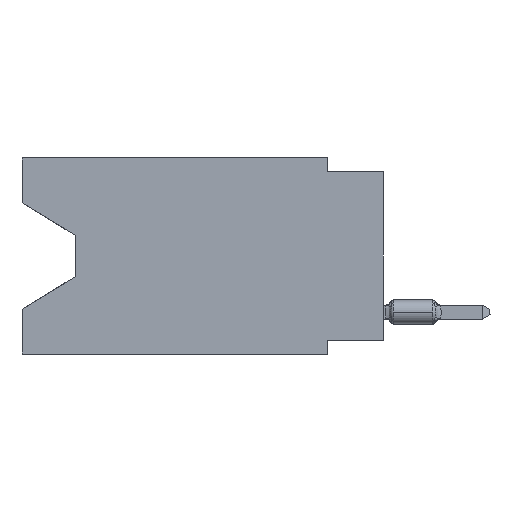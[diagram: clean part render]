
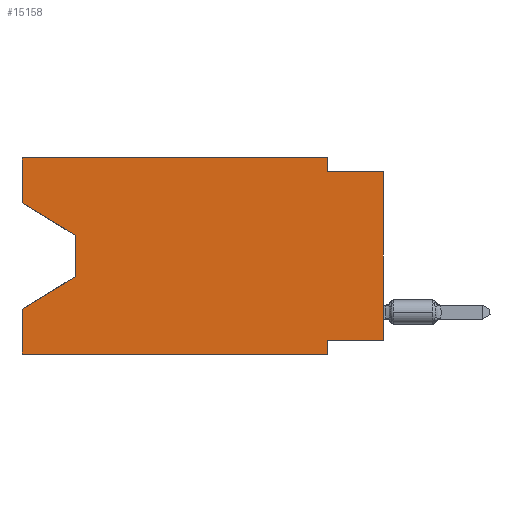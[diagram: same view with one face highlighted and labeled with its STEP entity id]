
A CAD part, left-side view. The second image highlights one B-rep face of the part: STEP entity #15158.
In plain terms, the highlighted planar face has unit normal (-1, 0, 0).
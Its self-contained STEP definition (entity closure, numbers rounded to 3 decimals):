
#65 = CARTESIAN_POINT ( 'NONE',  ( 0., 16.383, -8.89 ) ) ;
#574 = DIRECTION ( 'NONE',  ( 0., 0., -1. ) ) ;
#821 = ORIENTED_EDGE ( 'NONE', *, *, #25726, .T. ) ;
#1225 = CARTESIAN_POINT ( 'NONE',  ( 0., 13.97, -5.385 ) ) ;
#1296 = VECTOR ( 'NONE', #22599, 1000. ) ;
#1597 = ORIENTED_EDGE ( 'NONE', *, *, #8232, .T. ) ;
#1642 = VECTOR ( 'NONE', #574, 1000. ) ;
#2646 = VERTEX_POINT ( 'NONE', #1225 ) ;
#3100 = VERTEX_POINT ( 'NONE', #9032 ) ;
#4203 = VECTOR ( 'NONE', #28349, 1000. ) ;
#4419 = CARTESIAN_POINT ( 'NONE',  ( 0., 2.54, -8.255 ) ) ;
#4613 = VERTEX_POINT ( 'NONE', #27354 ) ;
#4984 = LINE ( 'NONE', #33025, #10146 ) ;
#5064 = CARTESIAN_POINT ( 'NONE',  ( 0., 2.54, 0. ) ) ;
#5143 = PLANE ( 'NONE',  #28273 ) ;
#5171 = VECTOR ( 'NONE', #9423, 1000. ) ;
#5295 = EDGE_CURVE ( 'NONE', #2646, #31268, #5922, .T. ) ;
#5471 = DIRECTION ( 'NONE',  ( 0., 0., 1. ) ) ;
#5755 = CARTESIAN_POINT ( 'NONE',  ( 0., 2.54, 0. ) ) ;
#5788 = DIRECTION ( 'NONE',  ( 0., 0., 1. ) ) ;
#5819 = VECTOR ( 'NONE', #9208, 1000. ) ;
#5922 = LINE ( 'NONE', #16115, #14812 ) ;
#6308 = CARTESIAN_POINT ( 'NONE',  ( 0., 0., -0.635 ) ) ;
#6571 = VECTOR ( 'NONE', #14844, 1000. ) ;
#6758 = CARTESIAN_POINT ( 'NONE',  ( 0., 16.383, 0. ) ) ;
#7627 = CARTESIAN_POINT ( 'NONE',  ( 0., 13.97, -3.505 ) ) ;
#7964 = DIRECTION ( 'NONE',  ( 1., 0., 0. ) ) ;
#8232 = EDGE_CURVE ( 'NONE', #11028, #3100, #32874, .T. ) ;
#8256 = ORIENTED_EDGE ( 'NONE', *, *, #13247, .F. ) ;
#8830 = CARTESIAN_POINT ( 'NONE',  ( 0., 16.383, 0. ) ) ;
#9032 = CARTESIAN_POINT ( 'NONE',  ( 0., 13.97, -3.505 ) ) ;
#9208 = DIRECTION ( 'NONE',  ( 0., 1., 0. ) ) ;
#9300 = ORIENTED_EDGE ( 'NONE', *, *, #5295, .T. ) ;
#9342 = VECTOR ( 'NONE', #22796, 1000. ) ;
#9423 = DIRECTION ( 'NONE',  ( 0., 0., 1. ) ) ;
#10146 = VECTOR ( 'NONE', #5471, 1000. ) ;
#10451 = VERTEX_POINT ( 'NONE', #4419 ) ;
#10609 = LINE ( 'NONE', #7627, #23588 ) ;
#11028 = VERTEX_POINT ( 'NONE', #25236 ) ;
#12025 = CARTESIAN_POINT ( 'NONE',  ( 0., 2.54, -0.635 ) ) ;
#12102 = EDGE_CURVE ( 'NONE', #18660, #31268, #13939, .T. ) ;
#12400 = CARTESIAN_POINT ( 'NONE',  ( 0., 2.54, -8.89 ) ) ;
#12725 = CARTESIAN_POINT ( 'NONE',  ( 0., 0., -8.255 ) ) ;
#13167 = ORIENTED_EDGE ( 'NONE', *, *, #25411, .F. ) ;
#13247 = EDGE_CURVE ( 'NONE', #24886, #25469, #33028, .T. ) ;
#13567 = ORIENTED_EDGE ( 'NONE', *, *, #27737, .F. ) ;
#13939 = LINE ( 'NONE', #6758, #5171 ) ;
#14812 = VECTOR ( 'NONE', #25057, 1000. ) ;
#14844 = DIRECTION ( 'NONE',  ( 0., -0.855, -0.519 ) ) ;
#15140 = EDGE_CURVE ( 'NONE', #11028, #4613, #4984, .T. ) ;
#15158 = ADVANCED_FACE ( 'NONE', ( #30854 ), #5143, .F. ) ;
#15924 = EDGE_CURVE ( 'NONE', #16424, #24886, #28302, .T. ) ;
#16115 = CARTESIAN_POINT ( 'NONE',  ( 0., 13.97, -5.385 ) ) ;
#16160 = VERTEX_POINT ( 'NONE', #19292 ) ;
#16350 = DIRECTION ( 'NONE',  ( 0., -1., 0. ) ) ;
#16424 = VERTEX_POINT ( 'NONE', #5064 ) ;
#16668 = LINE ( 'NONE', #8830, #25698 ) ;
#16722 = EDGE_CURVE ( 'NONE', #30182, #10451, #22405, .T. ) ;
#16920 = LINE ( 'NONE', #12400, #1296 ) ;
#18475 = CARTESIAN_POINT ( 'NONE',  ( 0., 16.383, -8.89 ) ) ;
#18660 = VERTEX_POINT ( 'NONE', #18475 ) ;
#18901 = ORIENTED_EDGE ( 'NONE', *, *, #12102, .F. ) ;
#19292 = CARTESIAN_POINT ( 'NONE',  ( 0., 2.54, -8.89 ) ) ;
#20684 = CARTESIAN_POINT ( 'NONE',  ( 0., 16.383, 0. ) ) ;
#20861 = EDGE_LOOP ( 'NONE', ( #1597, #821, #9300, #18901, #26732, #13567, #29353, #25859, #8256, #32780, #13167, #28583 ) ) ;
#22405 = LINE ( 'NONE', #32587, #5819 ) ;
#22599 = DIRECTION ( 'NONE',  ( 0., 0., -1. ) ) ;
#22676 = DIRECTION ( 'NONE',  ( 0., 0., -1. ) ) ;
#22796 = DIRECTION ( 'NONE',  ( 0., -1., 0. ) ) ;
#23510 = CARTESIAN_POINT ( 'NONE',  ( 0., 0., -0.635 ) ) ;
#23588 = VECTOR ( 'NONE', #22676, 1000. ) ;
#24886 = VERTEX_POINT ( 'NONE', #12025 ) ;
#25057 = DIRECTION ( 'NONE',  ( 0., 0.855, -0.519 ) ) ;
#25236 = CARTESIAN_POINT ( 'NONE',  ( 0., 16.383, -2.038 ) ) ;
#25302 = LINE ( 'NONE', #65, #9342 ) ;
#25363 = CARTESIAN_POINT ( 'NONE',  ( 0., 16.383, -2.038 ) ) ;
#25411 = EDGE_CURVE ( 'NONE', #4613, #16424, #16668, .T. ) ;
#25469 = VERTEX_POINT ( 'NONE', #6308 ) ;
#25698 = VECTOR ( 'NONE', #16350, 1000. ) ;
#25726 = EDGE_CURVE ( 'NONE', #3100, #2646, #10609, .T. ) ;
#25859 = ORIENTED_EDGE ( 'NONE', *, *, #32496, .T. ) ;
#26732 = ORIENTED_EDGE ( 'NONE', *, *, #29676, .T. ) ;
#26837 = CARTESIAN_POINT ( 'NONE',  ( 0., 0., 0. ) ) ;
#27354 = CARTESIAN_POINT ( 'NONE',  ( 0., 16.383, 0. ) ) ;
#27737 = EDGE_CURVE ( 'NONE', #10451, #16160, #16920, .T. ) ;
#27785 = VECTOR ( 'NONE', #5788, 1000. ) ;
#27864 = DIRECTION ( 'NONE',  ( 0., 0., -1. ) ) ;
#28273 = AXIS2_PLACEMENT_3D ( 'NONE', #20684, #7964, #27864 ) ;
#28302 = LINE ( 'NONE', #5755, #1642 ) ;
#28349 = DIRECTION ( 'NONE',  ( 0., -1., 0. ) ) ;
#28583 = ORIENTED_EDGE ( 'NONE', *, *, #15140, .F. ) ;
#28831 = CARTESIAN_POINT ( 'NONE',  ( 0., 16.383, -6.852 ) ) ;
#28839 = LINE ( 'NONE', #26837, #27785 ) ;
#29353 = ORIENTED_EDGE ( 'NONE', *, *, #16722, .F. ) ;
#29676 = EDGE_CURVE ( 'NONE', #18660, #16160, #25302, .T. ) ;
#30182 = VERTEX_POINT ( 'NONE', #12725 ) ;
#30854 = FACE_OUTER_BOUND ( 'NONE', #20861, .T. ) ;
#31268 = VERTEX_POINT ( 'NONE', #28831 ) ;
#32496 = EDGE_CURVE ( 'NONE', #30182, #25469, #28839, .T. ) ;
#32587 = CARTESIAN_POINT ( 'NONE',  ( 0., 0., -8.255 ) ) ;
#32780 = ORIENTED_EDGE ( 'NONE', *, *, #15924, .F. ) ;
#32874 = LINE ( 'NONE', #25363, #6571 ) ;
#33025 = CARTESIAN_POINT ( 'NONE',  ( 0., 16.383, 0. ) ) ;
#33028 = LINE ( 'NONE', #23510, #4203 ) ;
